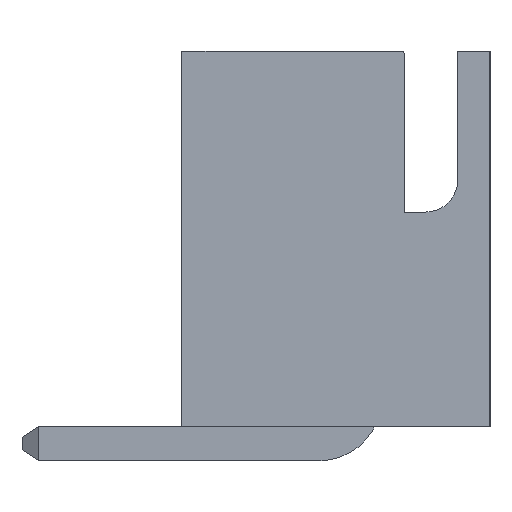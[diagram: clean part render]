
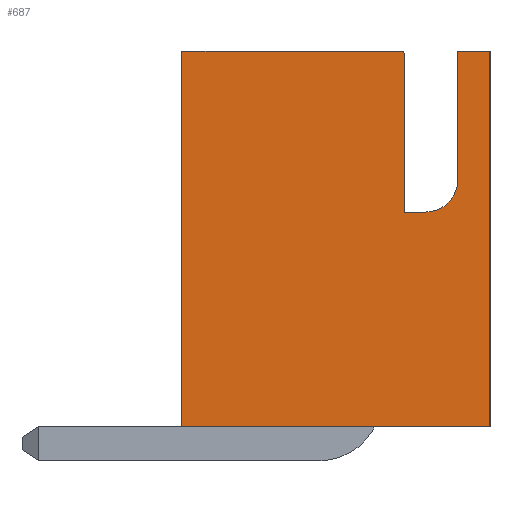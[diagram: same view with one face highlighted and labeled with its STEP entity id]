
A CAD part, left-side view. The second image highlights one B-rep face of the part: STEP entity #687.
In plain terms, the highlighted planar face has unit normal (-1, 0, 0).
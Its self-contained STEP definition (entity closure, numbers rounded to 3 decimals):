
#78 = VERTEX_POINT('',#79);
#79 = CARTESIAN_POINT('',(-7.5,-2.875,0.));
#85 = EDGE_CURVE('',#78,#86,#88,.T.);
#86 = VERTEX_POINT('',#87);
#87 = CARTESIAN_POINT('',(-7.5,-2.875,7.));
#88 = LINE('',#89,#90);
#89 = CARTESIAN_POINT('',(-7.5,-2.875,0.));
#90 = VECTOR('',#91,1.);
#91 = DIRECTION('',(0.,0.,1.));
#646 = VERTEX_POINT('',#647);
#647 = CARTESIAN_POINT('',(-7.5,2.875,0.));
#653 = EDGE_CURVE('',#646,#78,#654,.T.);
#654 = LINE('',#655,#656);
#655 = CARTESIAN_POINT('',(-7.5,2.875,0.));
#656 = VECTOR('',#657,1.);
#657 = DIRECTION('',(0.,-1.,0.));
#687 = ADVANCED_FACE('',(#688),#756,.F.);
#688 = FACE_BOUND('',#689,.F.);
#689 = EDGE_LOOP('',(#690,#700,#708,#717,#725,#731,#732,#733,#741,#749)
  );
#690 = ORIENTED_EDGE('',*,*,#691,.F.);
#691 = EDGE_CURVE('',#692,#694,#696,.T.);
#692 = VERTEX_POINT('',#693);
#693 = CARTESIAN_POINT('',(-7.5,-1.275,4.));
#694 = VERTEX_POINT('',#695);
#695 = CARTESIAN_POINT('',(-7.5,-1.275,6.95));
#696 = LINE('',#697,#698);
#697 = CARTESIAN_POINT('',(-7.5,-1.275,2.));
#698 = VECTOR('',#699,1.);
#699 = DIRECTION('',(0.,0.,1.));
#700 = ORIENTED_EDGE('',*,*,#701,.F.);
#701 = EDGE_CURVE('',#702,#692,#704,.T.);
#702 = VERTEX_POINT('',#703);
#703 = CARTESIAN_POINT('',(-7.5,-1.675,4.));
#704 = LINE('',#705,#706);
#705 = CARTESIAN_POINT('',(-7.5,0.6,4.));
#706 = VECTOR('',#707,1.);
#707 = DIRECTION('',(0.,1.,0.));
#708 = ORIENTED_EDGE('',*,*,#709,.F.);
#709 = EDGE_CURVE('',#710,#702,#712,.T.);
#710 = VERTEX_POINT('',#711);
#711 = CARTESIAN_POINT('',(-7.5,-2.275,4.6));
#712 = CIRCLE('',#713,0.6);
#713 = AXIS2_PLACEMENT_3D('',#714,#715,#716);
#714 = CARTESIAN_POINT('',(-7.5,-1.675,4.6));
#715 = DIRECTION('',(1.,0.,0.));
#716 = DIRECTION('',(0.,1.,0.));
#717 = ORIENTED_EDGE('',*,*,#718,.F.);
#718 = EDGE_CURVE('',#719,#710,#721,.T.);
#719 = VERTEX_POINT('',#720);
#720 = CARTESIAN_POINT('',(-7.5,-2.275,7.));
#721 = LINE('',#722,#723);
#722 = CARTESIAN_POINT('',(-7.5,-2.275,3.5));
#723 = VECTOR('',#724,1.);
#724 = DIRECTION('',(0.,0.,-1.));
#725 = ORIENTED_EDGE('',*,*,#726,.T.);
#726 = EDGE_CURVE('',#719,#86,#727,.T.);
#727 = LINE('',#728,#729);
#728 = CARTESIAN_POINT('',(-7.5,2.875,7.));
#729 = VECTOR('',#730,1.);
#730 = DIRECTION('',(0.,-1.,0.));
#731 = ORIENTED_EDGE('',*,*,#85,.F.);
#732 = ORIENTED_EDGE('',*,*,#653,.F.);
#733 = ORIENTED_EDGE('',*,*,#734,.T.);
#734 = EDGE_CURVE('',#646,#735,#737,.T.);
#735 = VERTEX_POINT('',#736);
#736 = CARTESIAN_POINT('',(-7.5,2.875,7.));
#737 = LINE('',#738,#739);
#738 = CARTESIAN_POINT('',(-7.5,2.875,0.));
#739 = VECTOR('',#740,1.);
#740 = DIRECTION('',(0.,0.,1.));
#741 = ORIENTED_EDGE('',*,*,#742,.T.);
#742 = EDGE_CURVE('',#735,#743,#745,.T.);
#743 = VERTEX_POINT('',#744);
#744 = CARTESIAN_POINT('',(-7.5,-1.225,7.));
#745 = LINE('',#746,#747);
#746 = CARTESIAN_POINT('',(-7.5,2.875,7.));
#747 = VECTOR('',#748,1.);
#748 = DIRECTION('',(0.,-1.,0.));
#749 = ORIENTED_EDGE('',*,*,#750,.T.);
#750 = EDGE_CURVE('',#743,#694,#751,.T.);
#751 = CIRCLE('',#752,0.05);
#752 = AXIS2_PLACEMENT_3D('',#753,#754,#755);
#753 = CARTESIAN_POINT('',(-7.5,-1.225,6.95));
#754 = DIRECTION('',(1.,-0.,0.));
#755 = DIRECTION('',(0.,0.,-1.));
#756 = PLANE('',#757);
#757 = AXIS2_PLACEMENT_3D('',#758,#759,#760);
#758 = CARTESIAN_POINT('',(-7.5,2.875,0.));
#759 = DIRECTION('',(1.,0.,0.));
#760 = DIRECTION('',(0.,-1.,0.));
